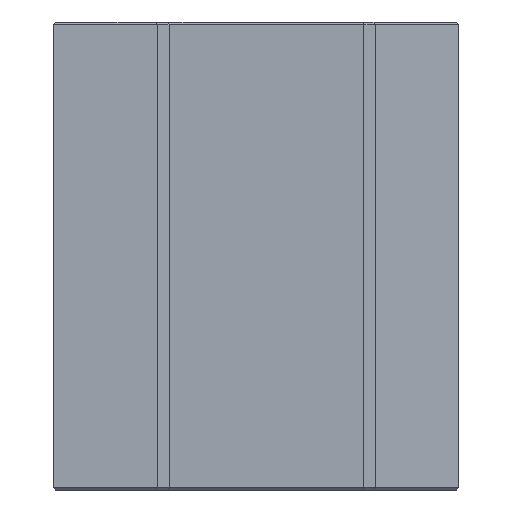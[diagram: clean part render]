
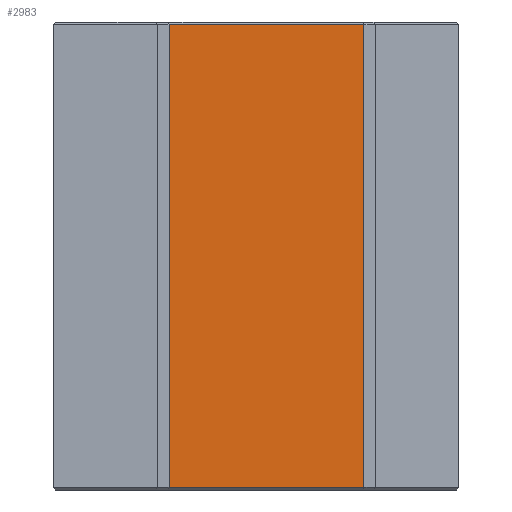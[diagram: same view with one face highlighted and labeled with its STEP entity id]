
A CAD part, left-side view. The second image highlights one B-rep face of the part: STEP entity #2983.
In plain terms, the highlighted planar face has unit normal (-1, 0, 0).
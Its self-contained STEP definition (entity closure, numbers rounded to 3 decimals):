
#302 = FACE_OUTER_BOUND ( 'NONE', #3336, .T. ) ;
#469 = LINE ( 'NONE', #1396, #489 ) ;
#481 = LINE ( 'NONE', #1394, #482 ) ;
#482 = VECTOR ( 'NONE', #1395, 1000. ) ;
#485 = LINE ( 'NONE', #1398, #486 ) ;
#486 = VECTOR ( 'NONE', #1399, 1000. ) ;
#487 = LINE ( 'NONE', #1400, #488 ) ;
#488 = VECTOR ( 'NONE', #1401, 1000. ) ;
#489 = VECTOR ( 'NONE', #1403, 1000. ) ;
#784 = AXIS2_PLACEMENT_3D ( 'NONE', #1043, #1049, #1050 ) ;
#1040 = PLANE ( 'NONE',  #784 ) ;
#1043 = CARTESIAN_POINT ( 'NONE',  ( -48.727, 17.727, 45. ) ) ;
#1049 = DIRECTION ( 'NONE',  ( 1., 0., 0. ) ) ;
#1050 = DIRECTION ( 'NONE',  ( 0., 0., -1. ) ) ;
#1394 = CARTESIAN_POINT ( 'NONE',  ( -48.727, 17.727, 45. ) ) ;
#1395 = DIRECTION ( 'NONE',  ( 0., 0., -1. ) ) ;
#1396 = CARTESIAN_POINT ( 'NONE',  ( -48.727, 17.727, 44.5 ) ) ;
#1398 = CARTESIAN_POINT ( 'NONE',  ( -48.727, 17.727, -44.5 ) ) ;
#1399 = DIRECTION ( 'NONE',  ( 0., -1., 0. ) ) ;
#1400 = CARTESIAN_POINT ( 'NONE',  ( -48.727, -19.727, 45. ) ) ;
#1401 = DIRECTION ( 'NONE',  ( 0., 0., -1. ) ) ;
#1403 = DIRECTION ( 'NONE',  ( 0., 1., 0. ) ) ;
#2202 = VERTEX_POINT ( 'NONE', #2714 ) ;
#2228 = VERTEX_POINT ( 'NONE', #2740 ) ;
#2229 = VERTEX_POINT ( 'NONE', #2741 ) ;
#2230 = VERTEX_POINT ( 'NONE', #2742 ) ;
#2714 = CARTESIAN_POINT ( 'NONE',  ( -48.727, 17.727, -44.5 ) ) ;
#2740 = CARTESIAN_POINT ( 'NONE',  ( -48.727, 17.727, 44.5 ) ) ;
#2741 = CARTESIAN_POINT ( 'NONE',  ( -48.727, -19.727, 44.5 ) ) ;
#2742 = CARTESIAN_POINT ( 'NONE',  ( -48.727, -19.727, -44.5 ) ) ;
#2983 = ADVANCED_FACE ( 'NONE', ( #302 ), #1040, .F. ) ;
#3097 = EDGE_CURVE ( 'NONE', #2228, #2202, #481, .T. ) ;
#3099 = EDGE_CURVE ( 'NONE', #2202, #2230, #485, .T. ) ;
#3100 = EDGE_CURVE ( 'NONE', #2229, #2230, #487, .T. ) ;
#3101 = EDGE_CURVE ( 'NONE', #2229, #2228, #469, .T. ) ;
#3336 = EDGE_LOOP ( 'NONE', ( #3551, #3552, #3553, #3554 ) ) ;
#3551 = ORIENTED_EDGE ( 'NONE', *, *, #3097, .T. ) ;
#3552 = ORIENTED_EDGE ( 'NONE', *, *, #3099, .T. ) ;
#3553 = ORIENTED_EDGE ( 'NONE', *, *, #3100, .F. ) ;
#3554 = ORIENTED_EDGE ( 'NONE', *, *, #3101, .T. ) ;
